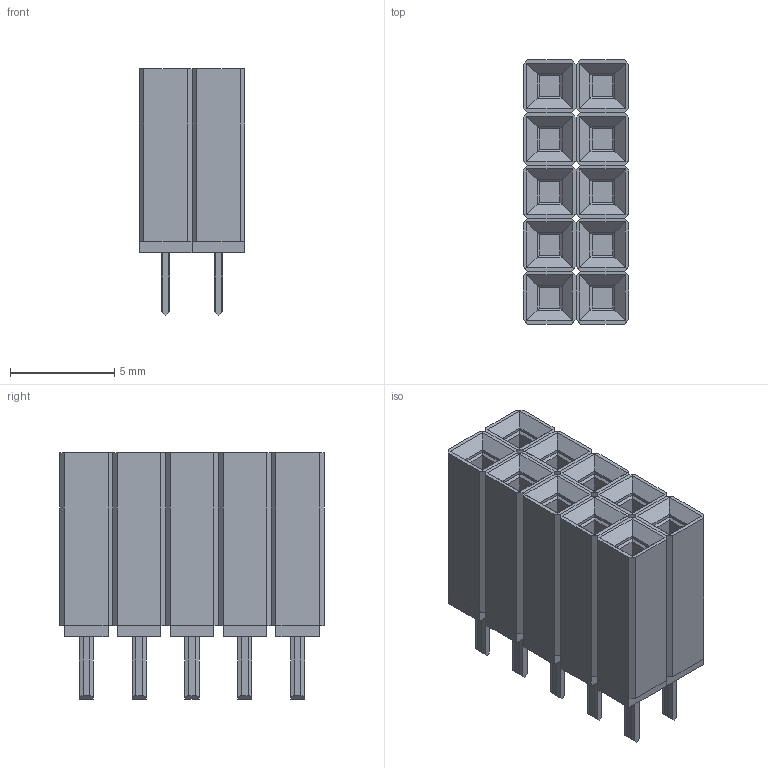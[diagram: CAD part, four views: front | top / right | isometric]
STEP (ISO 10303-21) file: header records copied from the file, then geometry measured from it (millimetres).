
FILE_DESCRIPTION(('FreeCAD Model'),'2;1');
FILE_NAME('THT-2.54-2x05-FS.step', '2020-11-23T15:11:01',('Author'),(''), 'Open CASCADE STEP processor 7.3','FreeCAD','Unknown');
FILE_SCHEMA(('AUTOMOTIVE_DESIGN { 1 0 10303 214 1 1 1 1 }'));
Length unit declared in the file: millimetre
Products named in the file (1): header
Bounding box: 5.08 x 12.7 x 11.84 mm (x, y, z)
Volume: 612.7 mm3; surface area: 2071.9 mm2
Topology: 20 solids, 20 shells, 550 faces, 1280 edges, 800 vertices
Faces by surface type: plane 550
Entity records: 35569 total; most frequent: CARTESIAN_POINT 5191, DIRECTION 4942, LINE 3840, VECTOR 3840, ORIENTED_EDGE 2560, PCURVE 2560, DEFINITIONAL_REPRESENTATION 2560, EDGE_CURVE 1280
